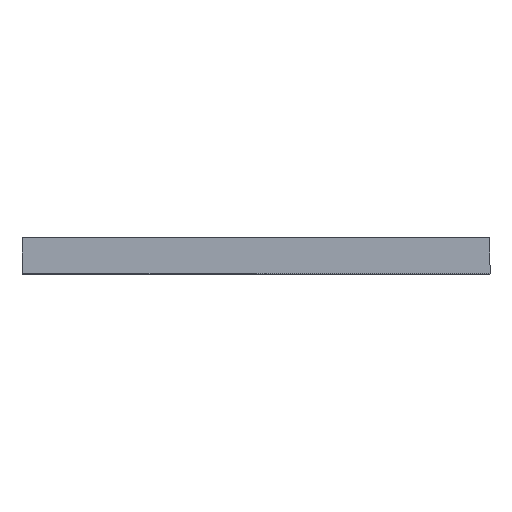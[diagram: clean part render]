
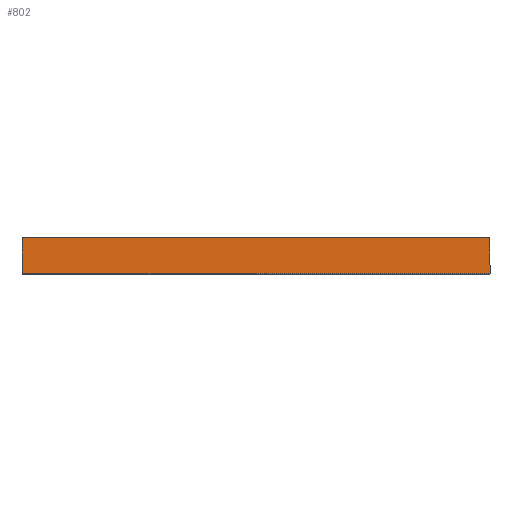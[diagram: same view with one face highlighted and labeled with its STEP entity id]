
A CAD part, top view. The second image highlights one B-rep face of the part: STEP entity #802.
In plain terms, the highlighted planar face has unit normal (0, 0, 1).
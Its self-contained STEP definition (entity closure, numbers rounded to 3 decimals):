
#294 = VERTEX_POINT ( 'NONE', #3997 ) ;
#802 = ADVANCED_FACE ( 'NONE', ( #37711 ), #14896, .F. ) ;
#1415 = EDGE_CURVE ( 'NONE', #294, #18101, #17614, .T. ) ;
#1888 = DIRECTION ( 'NONE',  ( -1., 0., 0. ) ) ;
#3997 = CARTESIAN_POINT ( 'NONE',  ( 390., -15., 0. ) ) ;
#4907 = ORIENTED_EDGE ( 'NONE', *, *, #45053, .F. ) ;
#6435 = EDGE_CURVE ( 'NONE', #33249, #39318, #55678, .T. ) ;
#7403 = ORIENTED_EDGE ( 'NONE', *, *, #6435, .T. ) ;
#10827 = CARTESIAN_POINT ( 'NONE',  ( 390., 15., 0. ) ) ;
#12618 = DIRECTION ( 'NONE',  ( -1., 0., 0. ) ) ;
#13152 = VECTOR ( 'NONE', #31280, 1000. ) ;
#14451 = CARTESIAN_POINT ( 'NONE',  ( 0., -5., 0. ) ) ;
#14896 = PLANE ( 'NONE',  #53081 ) ;
#15081 = DIRECTION ( 'NONE',  ( 0., 1., 0. ) ) ;
#17614 = LINE ( 'NONE', #25818, #38407 ) ;
#18101 = VERTEX_POINT ( 'NONE', #42002 ) ;
#18919 = CARTESIAN_POINT ( 'NONE',  ( 0., 15., 0. ) ) ;
#20783 = EDGE_LOOP ( 'NONE', ( #7403, #31150, #23501, #4907 ) ) ;
#23501 = ORIENTED_EDGE ( 'NONE', *, *, #1415, .F. ) ;
#25818 = CARTESIAN_POINT ( 'NONE',  ( 390., -15., 0. ) ) ;
#26347 = LINE ( 'NONE', #27197, #13152 ) ;
#27197 = CARTESIAN_POINT ( 'NONE',  ( 390., 15., 0. ) ) ;
#30579 = EDGE_CURVE ( 'NONE', #18101, #39318, #33903, .T. ) ;
#31150 = ORIENTED_EDGE ( 'NONE', *, *, #30579, .F. ) ;
#31280 = DIRECTION ( 'NONE',  ( 0., -1., 0. ) ) ;
#33249 = VERTEX_POINT ( 'NONE', #37309 ) ;
#33903 = B_SPLINE_CURVE_WITH_KNOTS ( 'NONE', 3,
 ( #54293, #14451, #49598, #18919 ),
 .UNSPECIFIED., .F., .F.,
 ( 4, 4 ),
 ( 0., 1. ),
 .UNSPECIFIED. ) ;
#37309 = CARTESIAN_POINT ( 'NONE',  ( 390., 15., 0. ) ) ;
#37711 = FACE_OUTER_BOUND ( 'NONE', #20783, .T. ) ;
#38407 = VECTOR ( 'NONE', #12618, 1000. ) ;
#39318 = VERTEX_POINT ( 'NONE', #43466 ) ;
#42002 = CARTESIAN_POINT ( 'NONE',  ( 0., -15., 0. ) ) ;
#43466 = CARTESIAN_POINT ( 'NONE',  ( 0., 15., 0. ) ) ;
#43826 = VECTOR ( 'NONE', #1888, 1000. ) ;
#45053 = EDGE_CURVE ( 'NONE', #33249, #294, #26347, .T. ) ;
#49598 = CARTESIAN_POINT ( 'NONE',  ( 0., 5., 0. ) ) ;
#50615 = DIRECTION ( 'NONE',  ( 0., 0., -1. ) ) ;
#53081 = AXIS2_PLACEMENT_3D ( 'NONE', #54928, #50615, #15081 ) ;
#54293 = CARTESIAN_POINT ( 'NONE',  ( 0., -15., 0. ) ) ;
#54928 = CARTESIAN_POINT ( 'NONE',  ( 390., 15., 0. ) ) ;
#55678 = LINE ( 'NONE', #10827, #43826 ) ;
